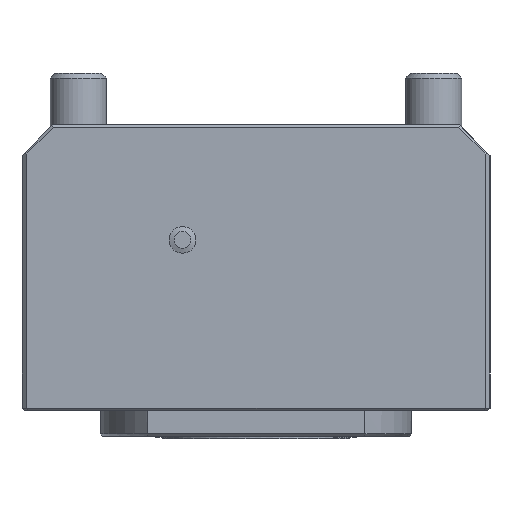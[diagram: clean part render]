
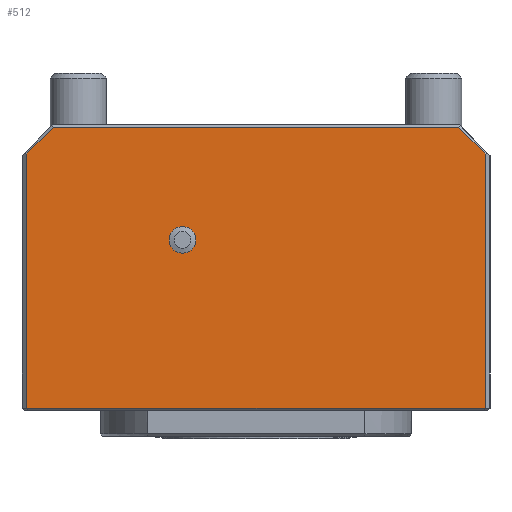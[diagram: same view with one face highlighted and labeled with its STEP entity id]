
A CAD part, left-side view. The second image highlights one B-rep face of the part: STEP entity #512.
In plain terms, the highlighted planar face has unit normal (-1, 0, 0).
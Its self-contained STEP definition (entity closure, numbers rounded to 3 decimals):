
#86=LINE('',#2933,#191);
#87=LINE('',#2935,#192);
#103=LINE('',#2967,#208);
#119=LINE('',#3000,#224);
#122=LINE('',#3006,#227);
#123=LINE('',#3008,#228);
#191=VECTOR('',#2036,1.);
#192=VECTOR('',#2039,1.);
#208=VECTOR('',#2067,1.);
#224=VECTOR('',#2099,1.);
#227=VECTOR('',#2104,1.);
#228=VECTOR('',#2107,1.);
#331=FACE_BOUND('',#770,.T.);
#332=FACE_BOUND('',#771,.T.);
#512=ADVANCED_FACE('',(#331,#332),#612,.F.);
#612=PLANE('',#1815);
#770=EDGE_LOOP('',(#1078,#1079,#1080,#1081,#1082,#1083));
#771=EDGE_LOOP('',(#1084));
#1078=ORIENTED_EDGE('',*,*,#1570,.T.);
#1079=ORIENTED_EDGE('',*,*,#1569,.T.);
#1080=ORIENTED_EDGE('',*,*,#1566,.T.);
#1081=ORIENTED_EDGE('',*,*,#1549,.T.);
#1082=ORIENTED_EDGE('',*,*,#1533,.T.);
#1083=ORIENTED_EDGE('',*,*,#1532,.T.);
#1084=ORIENTED_EDGE('',*,*,#1571,.T.);
#1363=VERTEX_POINT('',#2930);
#1364=VERTEX_POINT('',#2932);
#1365=VERTEX_POINT('',#2936);
#1373=VERTEX_POINT('',#2961);
#1384=VERTEX_POINT('',#3001);
#1385=VERTEX_POINT('',#3005);
#1386=VERTEX_POINT('',#3011);
#1532=EDGE_CURVE('',#1363,#1364,#86,.T.);
#1533=EDGE_CURVE('',#1365,#1363,#87,.T.);
#1549=EDGE_CURVE('',#1373,#1365,#103,.T.);
#1566=EDGE_CURVE('',#1384,#1373,#119,.T.);
#1569=EDGE_CURVE('',#1385,#1384,#122,.T.);
#1570=EDGE_CURVE('',#1364,#1385,#123,.T.);
#1571=EDGE_CURVE('',#1386,#1386,#1679,.T.);
#1679=CIRCLE('',#1814,2.85);
#1814=AXIS2_PLACEMENT_3D('',#3010,#2110,#2111);
#1815=AXIS2_PLACEMENT_3D('',#3012,#2112,#2113);
#2036=DIRECTION('',(0.,0.707,0.707));
#2039=DIRECTION('',(0.,0.,1.));
#2067=DIRECTION('',(0.,-1.,0.));
#2099=DIRECTION('',(0.,0.,-1.));
#2104=DIRECTION('',(0.,0.707,-0.707));
#2107=DIRECTION('',(0.,1.,0.));
#2110=DIRECTION('',(1.,0.,0.));
#2111=DIRECTION('',(0.,0.,-1.));
#2112=DIRECTION('',(1.,0.,0.));
#2113=DIRECTION('',(0.,0.,1.));
#2930=CARTESIAN_POINT('',(-32.,-49.,-0.207));
#2932=CARTESIAN_POINT('',(-32.,-43.293,5.5));
#2933=CARTESIAN_POINT('',(-32.,-43.146,5.646));
#2935=CARTESIAN_POINT('',(-32.,-49.,-0.5));
#2936=CARTESIAN_POINT('',(-32.,-49.,-54.5));
#2961=CARTESIAN_POINT('',(-32.,49.,-54.5));
#2967=CARTESIAN_POINT('',(-32.,50.,-54.5));
#3000=CARTESIAN_POINT('',(-32.,49.,-55.));
#3001=CARTESIAN_POINT('',(-32.,49.,-0.207));
#3005=CARTESIAN_POINT('',(-32.,43.293,5.5));
#3006=CARTESIAN_POINT('',(-32.,48.646,0.146));
#3008=CARTESIAN_POINT('',(-32.,50.,5.5));
#3010=CARTESIAN_POINT('',(-32.,15.7,-18.55));
#3011=CARTESIAN_POINT('',(-32.,15.7,-21.4));
#3012=CARTESIAN_POINT('',(-32.,50.,-55.));
